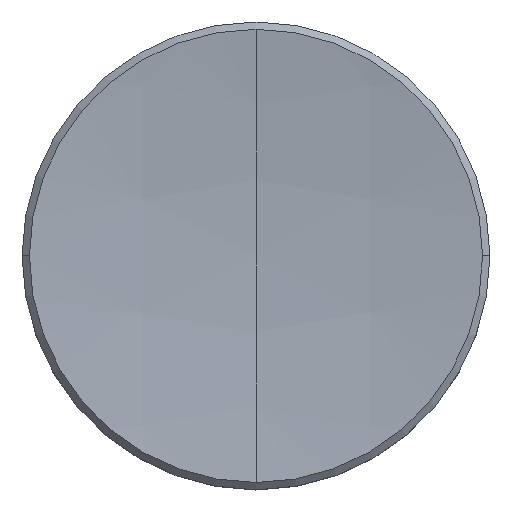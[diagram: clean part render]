
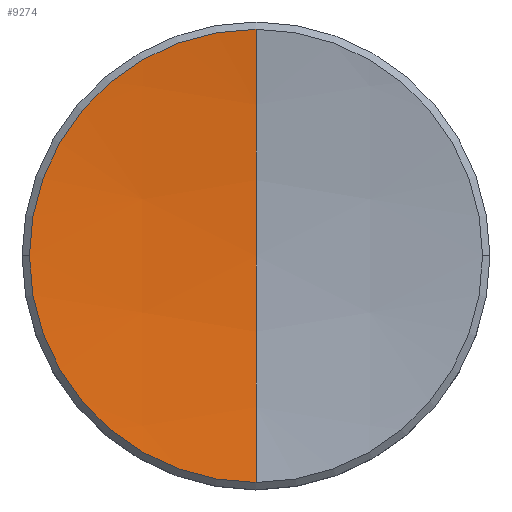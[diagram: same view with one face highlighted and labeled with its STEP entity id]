
A CAD part, top view. The second image highlights one B-rep face of the part: STEP entity #9274.
In plain terms, the highlighted spherical face has radius 50 mm.
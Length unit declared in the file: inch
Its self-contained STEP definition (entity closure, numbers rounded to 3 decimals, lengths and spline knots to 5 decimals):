
#4220 = CARTESIAN_POINT ( 'NONE',  ( -0.24217, 0., 0.07401 ) ) ;
#4355 = AXIS2_PLACEMENT_3D ( 'NONE', #4396, #4395, #4394 ) ;
#4356 = CIRCLE ( 'NONE', #4355, 0.24217 ) ;
#4394 = DIRECTION ( 'NONE',  ( 1., 0., 0. ) ) ;
#4395 = DIRECTION ( 'NONE',  ( 0., 0., 1. ) ) ;
#4396 = CARTESIAN_POINT ( 'NONE',  ( 0., 0., 0.07401 ) ) ;
#4697 = CARTESIAN_POINT ( 'NONE',  ( 0., -0.24217, 0.07401 ) ) ;
#4703 = CARTESIAN_POINT ( 'NONE',  ( 0., 0., 2.02756 ) ) ;
#4704 = CARTESIAN_POINT ( 'NONE',  ( 0., 0., 0.05906 ) ) ;
#4708 = CARTESIAN_POINT ( 'NONE',  ( 0., 0., 2.02756 ) ) ;
#4709 = SPHERICAL_SURFACE ( 'NONE', #4799, 1.9685 ) ;
#4740 = DIRECTION ( 'NONE',  ( 0., 1., 0. ) ) ;
#4741 = DIRECTION ( 'NONE',  ( 1., 0., 0. ) ) ;
#4742 = AXIS2_PLACEMENT_3D ( 'NONE', #4703, #4741, #4740 ) ;
#4743 = CIRCLE ( 'NONE', #4742, 1.9685 ) ;
#4752 = FACE_OUTER_BOUND ( 'NONE', #9286, .T. ) ;
#4797 = DIRECTION ( 'NONE',  ( 0., 1., 0. ) ) ;
#4798 = DIRECTION ( 'NONE',  ( 1., 0., 0. ) ) ;
#4799 = AXIS2_PLACEMENT_3D ( 'NONE', #4708, #4798, #4797 ) ;
#4832 = CARTESIAN_POINT ( 'NONE',  ( 0., 0., 2.02756 ) ) ;
#4835 = AXIS2_PLACEMENT_3D ( 'NONE', #4832, #4887, #4839 ) ;
#4839 = DIRECTION ( 'NONE',  ( 0., 0., 1. ) ) ;
#4884 = CIRCLE ( 'NONE', #4835, 1.9685 ) ;
#4887 = DIRECTION ( 'NONE',  ( -1., 0., 0. ) ) ;
#7114 = VERTEX_POINT ( 'NONE', #22154 ) ;
#7119 = EDGE_CURVE ( 'NONE', #7114, #9148, #21945, .T. ) ;
#9148 = VERTEX_POINT ( 'NONE', #4220 ) ;
#9163 = EDGE_CURVE ( 'NONE', #9148, #9258, #4356, .T. ) ;
#9173 = ORIENTED_EDGE ( 'NONE', *, *, #9288, .F. ) ;
#9249 = VERTEX_POINT ( 'NONE', #4704 ) ;
#9250 = ORIENTED_EDGE ( 'NONE', *, *, #7119, .T. ) ;
#9252 = ORIENTED_EDGE ( 'NONE', *, *, #9254, .T. ) ;
#9254 = EDGE_CURVE ( 'NONE', #9258, #9249, #4743, .T. ) ;
#9258 = VERTEX_POINT ( 'NONE', #4697 ) ;
#9262 = ORIENTED_EDGE ( 'NONE', *, *, #9163, .T. ) ;
#9274 = ADVANCED_FACE ( 'NONE', ( #4752 ), #4709, .F. ) ;
#9286 = EDGE_LOOP ( 'NONE', ( #9250, #9262, #9252, #9173 ) ) ;
#9288 = EDGE_CURVE ( 'NONE', #7114, #9249, #4884, .T. ) ;
#21941 = DIRECTION ( 'NONE',  ( 1., 0., 0. ) ) ;
#21942 = DIRECTION ( 'NONE',  ( 0., 0., 1. ) ) ;
#21943 = CARTESIAN_POINT ( 'NONE',  ( 0., 0., 0.07401 ) ) ;
#21944 = AXIS2_PLACEMENT_3D ( 'NONE', #21943, #21942, #21941 ) ;
#21945 = CIRCLE ( 'NONE', #21944, 0.24217 ) ;
#22154 = CARTESIAN_POINT ( 'NONE',  ( 0., 0.24217, 0.07401 ) ) ;
